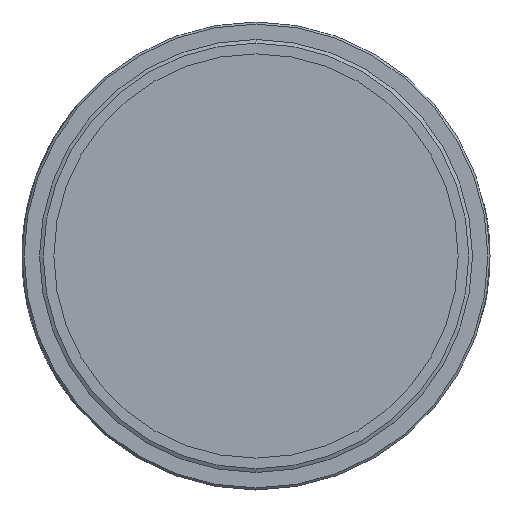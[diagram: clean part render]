
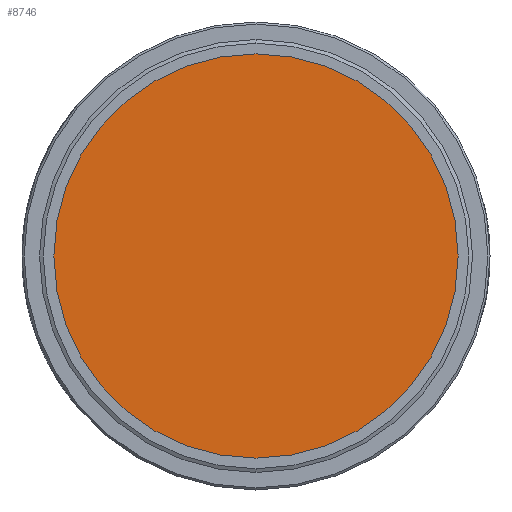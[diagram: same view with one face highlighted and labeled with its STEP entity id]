
A CAD part, left-side view. The second image highlights one B-rep face of the part: STEP entity #8746.
In plain terms, the highlighted planar face has unit normal (-1, 0, 0).
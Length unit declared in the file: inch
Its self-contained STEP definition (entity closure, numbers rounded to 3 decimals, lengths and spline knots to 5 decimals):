
#132 = CARTESIAN_POINT ( 'NONE',  ( -0.105, 0., -1. ) ) ;
#937 = ORIENTED_EDGE ( 'NONE', *, *, #3109, .F. ) ;
#1488 = DIRECTION ( 'NONE',  ( 1., 0., 0. ) ) ;
#2416 = PLANE ( 'NONE',  #8139 ) ;
#3109 = EDGE_CURVE ( 'NONE', #7038, #8359, #6086, .T. ) ;
#3347 = AXIS2_PLACEMENT_3D ( 'NONE', #8742, #4287, #9500 ) ;
#4287 = DIRECTION ( 'NONE',  ( 1., 0., 0. ) ) ;
#4666 = DIRECTION ( 'NONE',  ( 0., 0., -1. ) ) ;
#5630 = EDGE_LOOP ( 'NONE', ( #7000, #937 ) ) ;
#5954 = CARTESIAN_POINT ( 'NONE',  ( -0.105, 0., 0. ) ) ;
#6086 = CIRCLE ( 'NONE', #6332, 1. ) ;
#6139 = CARTESIAN_POINT ( 'NONE',  ( -0.105, 0., 0. ) ) ;
#6332 = AXIS2_PLACEMENT_3D ( 'NONE', #5954, #1488, #6697 ) ;
#6697 = DIRECTION ( 'NONE',  ( 0., 0., -1. ) ) ;
#7000 = ORIENTED_EDGE ( 'NONE', *, *, #7765, .F. ) ;
#7038 = VERTEX_POINT ( 'NONE', #8612 ) ;
#7765 = EDGE_CURVE ( 'NONE', #8359, #7038, #8482, .T. ) ;
#8139 = AXIS2_PLACEMENT_3D ( 'NONE', #6139, #9123, #4666 ) ;
#8359 = VERTEX_POINT ( 'NONE', #132 ) ;
#8476 = FACE_OUTER_BOUND ( 'NONE', #5630, .T. ) ;
#8482 = CIRCLE ( 'NONE', #3347, 1. ) ;
#8612 = CARTESIAN_POINT ( 'NONE',  ( -0.105, 0., 1. ) ) ;
#8742 = CARTESIAN_POINT ( 'NONE',  ( -0.105, 0., 0. ) ) ;
#8746 = ADVANCED_FACE ( 'NONE', ( #8476 ), #2416, .F. ) ;
#9123 = DIRECTION ( 'NONE',  ( 1., 0., 0. ) ) ;
#9500 = DIRECTION ( 'NONE',  ( 0., 0., -1. ) ) ;
